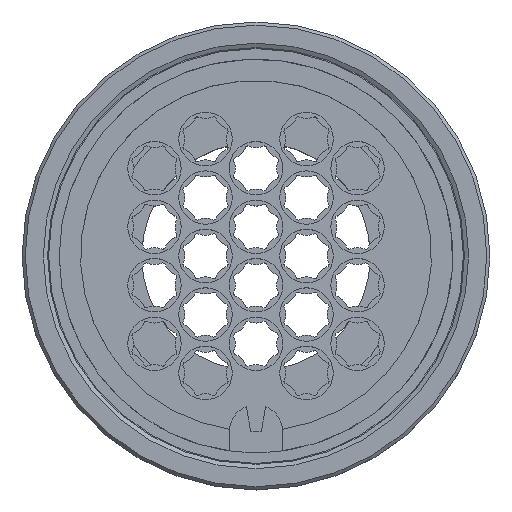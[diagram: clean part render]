
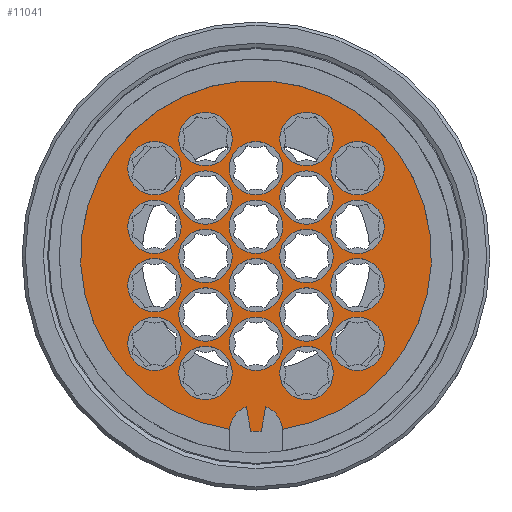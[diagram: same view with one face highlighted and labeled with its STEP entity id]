
A CAD part, top view. The second image highlights one B-rep face of the part: STEP entity #11041.
In plain terms, the highlighted planar face has unit normal (0, 0, 1).
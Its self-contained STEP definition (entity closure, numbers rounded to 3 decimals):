
#210=PLANE('',#12189);
#363=LINE('',#17091,#1009);
#367=LINE('',#17103,#1013);
#1009=VECTOR('',#13137,1000.);
#1013=VECTOR('',#13149,1000.);
#2719=ORIENTED_EDGE('',*,*,#5917,.F.);
#2720=ORIENTED_EDGE('',*,*,#4969,.T.);
#2721=ORIENTED_EDGE('',*,*,#4971,.T.);
#2722=ORIENTED_EDGE('',*,*,#4964,.F.);
#2723=ORIENTED_EDGE('',*,*,#4977,.T.);
#2724=ORIENTED_EDGE('',*,*,#4975,.T.);
#2725=ORIENTED_EDGE('',*,*,#5920,.F.);
#2726=ORIENTED_EDGE('',*,*,#5921,.F.);
#2727=ORIENTED_EDGE('',*,*,#5922,.F.);
#2728=ORIENTED_EDGE('',*,*,#5923,.F.);
#2729=ORIENTED_EDGE('',*,*,#5924,.F.);
#2730=ORIENTED_EDGE('',*,*,#5925,.F.);
#2731=ORIENTED_EDGE('',*,*,#5926,.F.);
#2732=ORIENTED_EDGE('',*,*,#5927,.F.);
#2733=ORIENTED_EDGE('',*,*,#5928,.F.);
#2734=ORIENTED_EDGE('',*,*,#5929,.F.);
#2735=ORIENTED_EDGE('',*,*,#5930,.F.);
#2736=ORIENTED_EDGE('',*,*,#5931,.F.);
#2737=ORIENTED_EDGE('',*,*,#5932,.F.);
#2738=ORIENTED_EDGE('',*,*,#5933,.F.);
#2739=ORIENTED_EDGE('',*,*,#5934,.F.);
#2740=ORIENTED_EDGE('',*,*,#5935,.F.);
#2741=ORIENTED_EDGE('',*,*,#5936,.F.);
#2742=ORIENTED_EDGE('',*,*,#5937,.F.);
#2743=ORIENTED_EDGE('',*,*,#5938,.F.);
#2744=ORIENTED_EDGE('',*,*,#5939,.F.);
#2745=ORIENTED_EDGE('',*,*,#5940,.F.);
#2746=ORIENTED_EDGE('',*,*,#5941,.F.);
#4964=EDGE_CURVE('',#6620,#6621,#7729,.T.);
#4969=EDGE_CURVE('',#6623,#6625,#7731,.T.);
#4971=EDGE_CURVE('',#6625,#6621,#363,.T.);
#4975=EDGE_CURVE('',#6626,#6629,#7733,.T.);
#4977=EDGE_CURVE('',#6620,#6626,#367,.T.);
#5917=EDGE_CURVE('',#6623,#6629,#8150,.T.);
#5920=EDGE_CURVE('',#7498,#7498,#8152,.F.);
#5921=EDGE_CURVE('',#7499,#7499,#8153,.F.);
#5922=EDGE_CURVE('',#7500,#7500,#8154,.F.);
#5923=EDGE_CURVE('',#7501,#7501,#8155,.F.);
#5924=EDGE_CURVE('',#7502,#7502,#8156,.F.);
#5925=EDGE_CURVE('',#7503,#7503,#8157,.F.);
#5926=EDGE_CURVE('',#7504,#7504,#8158,.F.);
#5927=EDGE_CURVE('',#7505,#7505,#8159,.F.);
#5928=EDGE_CURVE('',#7506,#7506,#8160,.F.);
#5929=EDGE_CURVE('',#7507,#7507,#8161,.F.);
#5930=EDGE_CURVE('',#7508,#7508,#8162,.F.);
#5931=EDGE_CURVE('',#7509,#7509,#8163,.F.);
#5932=EDGE_CURVE('',#7510,#7510,#8164,.F.);
#5933=EDGE_CURVE('',#7511,#7511,#8165,.F.);
#5934=EDGE_CURVE('',#7512,#7512,#8166,.F.);
#5935=EDGE_CURVE('',#7513,#7513,#8167,.F.);
#5936=EDGE_CURVE('',#7514,#7514,#8168,.F.);
#5937=EDGE_CURVE('',#7515,#7515,#8169,.F.);
#5938=EDGE_CURVE('',#7516,#7516,#8170,.F.);
#5939=EDGE_CURVE('',#7517,#7517,#8171,.F.);
#5940=EDGE_CURVE('',#7518,#7518,#8172,.F.);
#5941=EDGE_CURVE('',#7519,#7519,#8173,.F.);
#6620=VERTEX_POINT('',#17076);
#6621=VERTEX_POINT('',#17078);
#6623=VERTEX_POINT('',#17083);
#6625=VERTEX_POINT('',#17087);
#6626=VERTEX_POINT('',#17094);
#6629=VERTEX_POINT('',#17099);
#7498=VERTEX_POINT('',#19389);
#7499=VERTEX_POINT('',#19391);
#7500=VERTEX_POINT('',#19393);
#7501=VERTEX_POINT('',#19395);
#7502=VERTEX_POINT('',#19397);
#7503=VERTEX_POINT('',#19399);
#7504=VERTEX_POINT('',#19401);
#7505=VERTEX_POINT('',#19403);
#7506=VERTEX_POINT('',#19405);
#7507=VERTEX_POINT('',#19407);
#7508=VERTEX_POINT('',#19409);
#7509=VERTEX_POINT('',#19411);
#7510=VERTEX_POINT('',#19413);
#7511=VERTEX_POINT('',#19415);
#7512=VERTEX_POINT('',#19417);
#7513=VERTEX_POINT('',#19419);
#7514=VERTEX_POINT('',#19421);
#7515=VERTEX_POINT('',#19423);
#7516=VERTEX_POINT('',#19425);
#7517=VERTEX_POINT('',#19427);
#7518=VERTEX_POINT('',#19429);
#7519=VERTEX_POINT('',#19431);
#7729=CIRCLE('',#11465,33.);
#7731=CIRCLE('',#11468,5.);
#7733=CIRCLE('',#11472,5.);
#8150=CIRCLE('',#12187,33.);
#8152=CIRCLE('',#12190,5.025);
#8153=CIRCLE('',#12191,5.025);
#8154=CIRCLE('',#12192,5.025);
#8155=CIRCLE('',#12193,5.025);
#8156=CIRCLE('',#12194,5.025);
#8157=CIRCLE('',#12195,5.025);
#8158=CIRCLE('',#12196,5.025);
#8159=CIRCLE('',#12197,5.025);
#8160=CIRCLE('',#12198,5.025);
#8161=CIRCLE('',#12199,5.025);
#8162=CIRCLE('',#12200,5.025);
#8163=CIRCLE('',#12201,5.025);
#8164=CIRCLE('',#12202,5.025);
#8165=CIRCLE('',#12203,5.025);
#8166=CIRCLE('',#12204,5.025);
#8167=CIRCLE('',#12205,5.025);
#8168=CIRCLE('',#12206,5.025);
#8169=CIRCLE('',#12207,5.025);
#8170=CIRCLE('',#12208,5.025);
#8171=CIRCLE('',#12209,5.025);
#8172=CIRCLE('',#12210,5.025);
#8173=CIRCLE('',#12211,5.025);
#8981=EDGE_LOOP('',(#2719,#2720,#2721,#2722,#2723,#2724));
#8982=EDGE_LOOP('',(#2725));
#8983=EDGE_LOOP('',(#2726));
#8984=EDGE_LOOP('',(#2727));
#8985=EDGE_LOOP('',(#2728));
#8986=EDGE_LOOP('',(#2729));
#8987=EDGE_LOOP('',(#2730));
#8988=EDGE_LOOP('',(#2731));
#8989=EDGE_LOOP('',(#2732));
#8990=EDGE_LOOP('',(#2733));
#8991=EDGE_LOOP('',(#2734));
#8992=EDGE_LOOP('',(#2735));
#8993=EDGE_LOOP('',(#2736));
#8994=EDGE_LOOP('',(#2737));
#8995=EDGE_LOOP('',(#2738));
#8996=EDGE_LOOP('',(#2739));
#8997=EDGE_LOOP('',(#2740));
#8998=EDGE_LOOP('',(#2741));
#8999=EDGE_LOOP('',(#2742));
#9000=EDGE_LOOP('',(#2743));
#9001=EDGE_LOOP('',(#2744));
#9002=EDGE_LOOP('',(#2745));
#9003=EDGE_LOOP('',(#2746));
#9827=FACE_BOUND('',#8981,.T.);
#9828=FACE_BOUND('',#8982,.T.);
#9829=FACE_BOUND('',#8983,.T.);
#9830=FACE_BOUND('',#8984,.T.);
#9831=FACE_BOUND('',#8985,.T.);
#9832=FACE_BOUND('',#8986,.T.);
#9833=FACE_BOUND('',#8987,.T.);
#9834=FACE_BOUND('',#8988,.T.);
#9835=FACE_BOUND('',#8989,.T.);
#9836=FACE_BOUND('',#8990,.T.);
#9837=FACE_BOUND('',#8991,.T.);
#9838=FACE_BOUND('',#8992,.T.);
#9839=FACE_BOUND('',#8993,.T.);
#9840=FACE_BOUND('',#8994,.T.);
#9841=FACE_BOUND('',#8995,.T.);
#9842=FACE_BOUND('',#8996,.T.);
#9843=FACE_BOUND('',#8997,.T.);
#9844=FACE_BOUND('',#8998,.T.);
#9845=FACE_BOUND('',#8999,.T.);
#9846=FACE_BOUND('',#9000,.T.);
#9847=FACE_BOUND('',#9001,.T.);
#9848=FACE_BOUND('',#9002,.T.);
#9849=FACE_BOUND('',#9003,.T.);
#11041=ADVANCED_FACE('',(#9827,#9828,#9829,#9830,#9831,#9832,#9833,#9834,
#9835,#9836,#9837,#9838,#9839,#9840,#9841,#9842,#9843,#9844,#9845,#9846,
#9847,#9848,#9849),#210,.F.);
#11465=AXIS2_PLACEMENT_3D('',#17077,#13123,#13124);
#11468=AXIS2_PLACEMENT_3D('',#17088,#13132,#13133);
#11472=AXIS2_PLACEMENT_3D('',#17100,#13144,#13145);
#12187=AXIS2_PLACEMENT_3D('',#19383,#15035,#15036);
#12189=AXIS2_PLACEMENT_3D('',#19387,#15040,#15041);
#12190=AXIS2_PLACEMENT_3D('',#19388,#15042,#15043);
#12191=AXIS2_PLACEMENT_3D('',#19390,#15044,#15045);
#12192=AXIS2_PLACEMENT_3D('',#19392,#15046,#15047);
#12193=AXIS2_PLACEMENT_3D('',#19394,#15048,#15049);
#12194=AXIS2_PLACEMENT_3D('',#19396,#15050,#15051);
#12195=AXIS2_PLACEMENT_3D('',#19398,#15052,#15053);
#12196=AXIS2_PLACEMENT_3D('',#19400,#15054,#15055);
#12197=AXIS2_PLACEMENT_3D('',#19402,#15056,#15057);
#12198=AXIS2_PLACEMENT_3D('',#19404,#15058,#15059);
#12199=AXIS2_PLACEMENT_3D('',#19406,#15060,#15061);
#12200=AXIS2_PLACEMENT_3D('',#19408,#15062,#15063);
#12201=AXIS2_PLACEMENT_3D('',#19410,#15064,#15065);
#12202=AXIS2_PLACEMENT_3D('',#19412,#15066,#15067);
#12203=AXIS2_PLACEMENT_3D('',#19414,#15068,#15069);
#12204=AXIS2_PLACEMENT_3D('',#19416,#15070,#15071);
#12205=AXIS2_PLACEMENT_3D('',#19418,#15072,#15073);
#12206=AXIS2_PLACEMENT_3D('',#19420,#15074,#15075);
#12207=AXIS2_PLACEMENT_3D('',#19422,#15076,#15077);
#12208=AXIS2_PLACEMENT_3D('',#19424,#15078,#15079);
#12209=AXIS2_PLACEMENT_3D('',#19426,#15080,#15081);
#12210=AXIS2_PLACEMENT_3D('',#19428,#15082,#15083);
#12211=AXIS2_PLACEMENT_3D('',#19430,#15084,#15085);
#13123=DIRECTION('',(0.,0.,-1.));
#13124=DIRECTION('',(-1.,0.,0.));
#13132=DIRECTION('',(0.,0.,-1.));
#13133=DIRECTION('',(-1.,0.,0.));
#13137=DIRECTION('',(0.174,-0.985,0.));
#13144=DIRECTION('',(0.,0.,-1.));
#13145=DIRECTION('',(-1.,0.,0.));
#13149=DIRECTION('',(0.174,0.985,0.));
#15035=DIRECTION('',(0.,0.,-1.));
#15036=DIRECTION('',(-1.,0.,0.));
#15040=DIRECTION('',(0.,0.,-1.));
#15041=DIRECTION('',(-1.,0.,0.));
#15042=DIRECTION('',(0.,0.,-1.));
#15043=DIRECTION('',(-1.,0.,0.));
#15044=DIRECTION('',(0.,0.,-1.));
#15045=DIRECTION('',(-1.,0.,0.));
#15046=DIRECTION('',(0.,0.,-1.));
#15047=DIRECTION('',(-1.,0.,0.));
#15048=DIRECTION('',(0.,0.,-1.));
#15049=DIRECTION('',(-1.,0.,0.));
#15050=DIRECTION('',(0.,0.,-1.));
#15051=DIRECTION('',(-1.,0.,0.));
#15052=DIRECTION('',(0.,0.,-1.));
#15053=DIRECTION('',(-1.,0.,0.));
#15054=DIRECTION('',(0.,0.,-1.));
#15055=DIRECTION('',(-1.,0.,0.));
#15056=DIRECTION('',(0.,0.,-1.));
#15057=DIRECTION('',(-1.,0.,0.));
#15058=DIRECTION('',(0.,0.,-1.));
#15059=DIRECTION('',(-1.,0.,0.));
#15060=DIRECTION('',(0.,0.,-1.));
#15061=DIRECTION('',(-1.,0.,0.));
#15062=DIRECTION('',(0.,0.,-1.));
#15063=DIRECTION('',(-1.,0.,0.));
#15064=DIRECTION('',(0.,0.,-1.));
#15065=DIRECTION('',(-1.,0.,0.));
#15066=DIRECTION('',(0.,0.,-1.));
#15067=DIRECTION('',(-1.,0.,0.));
#15068=DIRECTION('',(0.,0.,-1.));
#15069=DIRECTION('',(-1.,0.,0.));
#15070=DIRECTION('',(0.,0.,-1.));
#15071=DIRECTION('',(-1.,0.,0.));
#15072=DIRECTION('',(0.,0.,-1.));
#15073=DIRECTION('',(-1.,0.,0.));
#15074=DIRECTION('',(0.,0.,-1.));
#15075=DIRECTION('',(-1.,0.,0.));
#15076=DIRECTION('',(0.,0.,-1.));
#15077=DIRECTION('',(-1.,0.,0.));
#15078=DIRECTION('',(0.,0.,-1.));
#15079=DIRECTION('',(-1.,0.,0.));
#15080=DIRECTION('',(0.,0.,-1.));
#15081=DIRECTION('',(-1.,0.,0.));
#15082=DIRECTION('',(0.,0.,-1.));
#15083=DIRECTION('',(-1.,0.,0.));
#15084=DIRECTION('',(0.,0.,-1.));
#15085=DIRECTION('',(-1.,0.,0.));
#17076=CARTESIAN_POINT('',(1.,-32.985,4.7));
#17077=CARTESIAN_POINT('',(0.,0.,4.7));
#17078=CARTESIAN_POINT('',(-1.,-32.985,4.7));
#17083=CARTESIAN_POINT('',(-4.986,-32.621,4.7));
#17087=CARTESIAN_POINT('',(-1.819,-28.342,4.7));
#17088=CARTESIAN_POINT('',(0.,-33.,4.7));
#17091=CARTESIAN_POINT('',(-6.611,-1.166,4.7));
#17094=CARTESIAN_POINT('',(1.819,-28.342,4.7));
#17099=CARTESIAN_POINT('',(4.986,-32.621,4.7));
#17100=CARTESIAN_POINT('',(0.,-33.,4.7));
#17103=CARTESIAN_POINT('',(6.611,-1.166,4.7));
#19383=CARTESIAN_POINT('',(0.,0.,4.7));
#19387=CARTESIAN_POINT('',(0.,0.,4.7));
#19388=CARTESIAN_POINT('',(0.,16.5,4.7));
#19389=CARTESIAN_POINT('',(-5.025,16.5,4.7));
#19390=CARTESIAN_POINT('',(0.,5.5,4.7));
#19391=CARTESIAN_POINT('',(-5.025,5.5,4.7));
#19392=CARTESIAN_POINT('',(19.1,5.5,4.7));
#19393=CARTESIAN_POINT('',(14.075,5.5,4.7));
#19394=CARTESIAN_POINT('',(19.1,-5.5,4.7));
#19395=CARTESIAN_POINT('',(14.075,-5.5,4.7));
#19396=CARTESIAN_POINT('',(19.1,-16.5,4.7));
#19397=CARTESIAN_POINT('',(14.075,-16.5,4.7));
#19398=CARTESIAN_POINT('',(19.1,16.5,4.7));
#19399=CARTESIAN_POINT('',(14.075,16.5,4.7));
#19400=CARTESIAN_POINT('',(9.5,11.,4.7));
#19401=CARTESIAN_POINT('',(4.475,11.,4.7));
#19402=CARTESIAN_POINT('',(9.5,0.,4.7));
#19403=CARTESIAN_POINT('',(4.475,0.,4.7));
#19404=CARTESIAN_POINT('',(9.5,-11.,4.7));
#19405=CARTESIAN_POINT('',(4.475,-11.,4.7));
#19406=CARTESIAN_POINT('',(9.5,-22.,4.7));
#19407=CARTESIAN_POINT('',(4.475,-22.,4.7));
#19408=CARTESIAN_POINT('',(9.5,22.,4.7));
#19409=CARTESIAN_POINT('',(4.475,22.,4.7));
#19410=CARTESIAN_POINT('',(0.,-5.5,4.7));
#19411=CARTESIAN_POINT('',(-5.025,-5.5,4.7));
#19412=CARTESIAN_POINT('',(0.,-16.5,4.7));
#19413=CARTESIAN_POINT('',(-5.025,-16.5,4.7));
#19414=CARTESIAN_POINT('',(-9.5,11.,4.7));
#19415=CARTESIAN_POINT('',(-14.525,11.,4.7));
#19416=CARTESIAN_POINT('',(-9.5,0.,4.7));
#19417=CARTESIAN_POINT('',(-14.525,0.,4.7));
#19418=CARTESIAN_POINT('',(-9.5,-11.,4.7));
#19419=CARTESIAN_POINT('',(-14.525,-11.,4.7));
#19420=CARTESIAN_POINT('',(-9.5,-22.,4.7));
#19421=CARTESIAN_POINT('',(-14.525,-22.,4.7));
#19422=CARTESIAN_POINT('',(-9.5,22.,4.7));
#19423=CARTESIAN_POINT('',(-14.525,22.,4.7));
#19424=CARTESIAN_POINT('',(-19.1,5.5,4.7));
#19425=CARTESIAN_POINT('',(-24.125,5.5,4.7));
#19426=CARTESIAN_POINT('',(-19.1,-5.5,4.7));
#19427=CARTESIAN_POINT('',(-24.125,-5.5,4.7));
#19428=CARTESIAN_POINT('',(-19.1,-16.5,4.7));
#19429=CARTESIAN_POINT('',(-24.125,-16.5,4.7));
#19430=CARTESIAN_POINT('',(-19.1,16.5,4.7));
#19431=CARTESIAN_POINT('',(-24.125,16.5,4.7));
